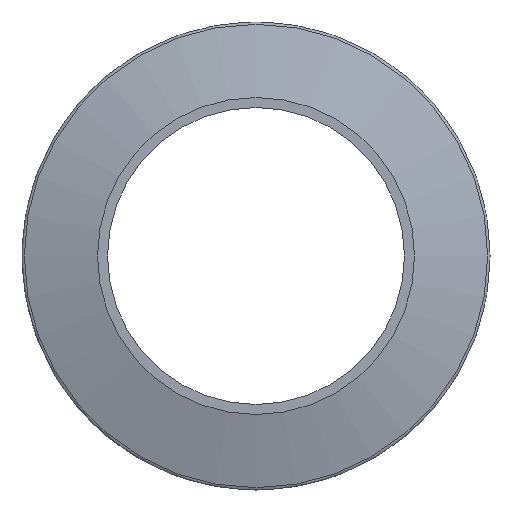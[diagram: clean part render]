
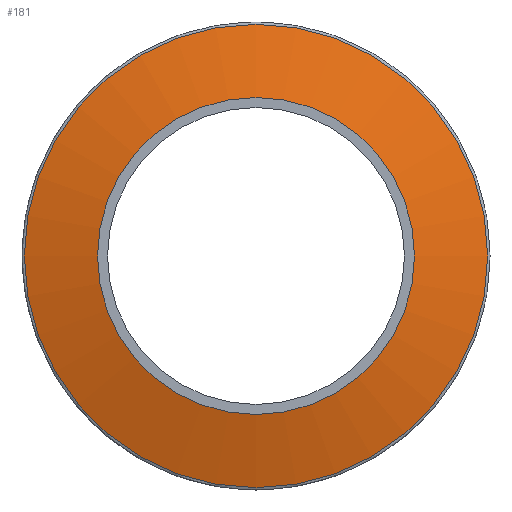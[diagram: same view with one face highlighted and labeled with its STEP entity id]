
A CAD part, left-side view. The second image highlights one B-rep face of the part: STEP entity #181.
In plain terms, the highlighted conical face has half-angle 75 degrees and reference radius 37.129 mm.
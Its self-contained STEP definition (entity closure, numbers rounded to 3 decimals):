
#4 = DIRECTION ( 'NONE',  ( 0., 0., -1. ) ) ;
#11 = FACE_OUTER_BOUND ( 'NONE', #112, .T. ) ;
#17 = ORIENTED_EDGE ( 'NONE', *, *, #255, .F. ) ;
#43 = ORIENTED_EDGE ( 'NONE', *, *, #122, .T. ) ;
#44 = DIRECTION ( 'NONE',  ( 1., 0., 0. ) ) ;
#53 = CARTESIAN_POINT ( 'NONE',  ( -3.099, 37.129, 0. ) ) ;
#73 = CARTESIAN_POINT ( 'NONE',  ( -6.242, 0., 0. ) ) ;
#74 = DIRECTION ( 'NONE',  ( -1., 0., 0. ) ) ;
#75 = AXIS2_PLACEMENT_3D ( 'NONE', #187, #105, #123 ) ;
#88 = VERTEX_POINT ( 'NONE', #133 ) ;
#105 = DIRECTION ( 'NONE',  ( -1., 0., 0. ) ) ;
#109 = CONICAL_SURFACE ( 'NONE', #120, 37.129, 1.309 ) ;
#112 = EDGE_LOOP ( 'NONE', ( #43 ) ) ;
#120 = AXIS2_PLACEMENT_3D ( 'NONE', #169, #44, #4 ) ;
#122 = EDGE_CURVE ( 'NONE', #252, #252, #212, .T. ) ;
#123 = DIRECTION ( 'NONE',  ( 0., 1., 0. ) ) ;
#133 = CARTESIAN_POINT ( 'NONE',  ( -6.242, 0., 25.4 ) ) ;
#137 = EDGE_LOOP ( 'NONE', ( #17 ) ) ;
#140 = CIRCLE ( 'NONE', #249, 25.4 ) ;
#169 = CARTESIAN_POINT ( 'NONE',  ( -3.099, 0., 0. ) ) ;
#172 = FACE_BOUND ( 'NONE', #137, .T. ) ;
#181 = ADVANCED_FACE ( 'NONE', ( #11, #172 ), #109, .T. ) ;
#187 = CARTESIAN_POINT ( 'NONE',  ( -3.099, 0., 0. ) ) ;
#193 = DIRECTION ( 'NONE',  ( 0., 0., 1. ) ) ;
#212 = CIRCLE ( 'NONE', #75, 37.129 ) ;
#249 = AXIS2_PLACEMENT_3D ( 'NONE', #73, #74, #193 ) ;
#252 = VERTEX_POINT ( 'NONE', #53 ) ;
#255 = EDGE_CURVE ( 'NONE', #88, #88, #140, .T. ) ;
